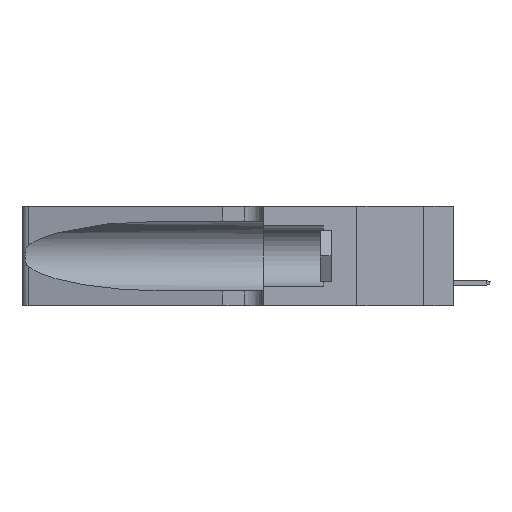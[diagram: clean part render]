
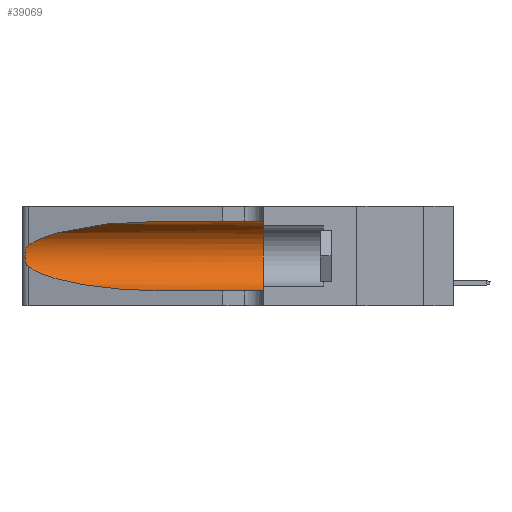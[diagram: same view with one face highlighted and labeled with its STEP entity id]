
A CAD part, left-side view. The second image highlights one B-rep face of the part: STEP entity #39069.
In plain terms, the highlighted cylindrical face has radius 3.308 mm (diameter 6.617 mm), a partial arc.
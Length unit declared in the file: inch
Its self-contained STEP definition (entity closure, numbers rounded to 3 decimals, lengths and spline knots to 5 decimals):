
#125 = VERTEX_POINT ( 'NONE', #22996 ) ;
#156 = CARTESIAN_POINT ( 'NONE',  ( 0.25487, 1.22718, 0.22369 ) ) ;
#1360 = CYLINDRICAL_SURFACE ( 'NONE', #17154, 0.13025 ) ;
#1584 = CARTESIAN_POINT ( 'NONE',  ( 0.1305, 1.61858, 0.05475 ) ) ;
#1588 = DIRECTION ( 'NONE',  ( 0., -1., 0. ) ) ;
#3160 = CIRCLE ( 'NONE', #33842, 0.13025 ) ;
#3789 = CARTESIAN_POINT ( 'NONE',  ( 0.1305, 0.72297, 0.05475 ) ) ;
#4116 = ORIENTED_EDGE ( 'NONE', *, *, #33539, .T. ) ;
#4126 = CARTESIAN_POINT ( 'NONE',  ( 0.1305, 0.35, 0.185 ) ) ;
#4661 = FACE_OUTER_BOUND ( 'NONE', #30813, .T. ) ;
#4873 = VERTEX_POINT ( 'NONE', #3789 ) ;
#5472 = CARTESIAN_POINT ( 'NONE',  ( 0.1305, 0.35, 0.31525 ) ) ;
#7599 = ORIENTED_EDGE ( 'NONE', *, *, #44863, .F. ) ;
#7910 = CARTESIAN_POINT ( 'NONE',  ( 0.25487, 1.22718, 0.14631 ) ) ;
#8136 = VERTEX_POINT ( 'NONE', #5472 ) ;
#9103 = DIRECTION ( 'NONE',  ( 0., -1., 0. ) ) ;
#9992 = VERTEX_POINT ( 'NONE', #10351 ) ;
#10351 = CARTESIAN_POINT ( 'NONE',  ( 0.25487, 1.22718, 0.22369 ) ) ;
#10954 = CARTESIAN_POINT ( 'NONE',  ( 0.25555, 1.22994, 0.2215 ) ) ;
#12973 = CARTESIAN_POINT ( 'NONE',  ( 0.1305, 0.35, 0.05475 ) ) ;
#13268 = VECTOR ( 'NONE', #34825, 39.37008 ) ;
#14020 = CARTESIAN_POINT ( 'NONE',  ( 0.26075, 1.23896, 0.19203 ) ) ;
#14978 = VERTEX_POINT ( 'NONE', #12973 ) ;
#15439 = DIRECTION ( 'NONE',  ( 0., 0., -1. ) ) ;
#15762 = CARTESIAN_POINT ( 'NONE',  ( 0.25487, 1.22718, 0.14631 ) ) ;
#16299 = CARTESIAN_POINT ( 'NONE',  ( 0.1305, 1.61858, 0.31525 ) ) ;
#17154 = AXIS2_PLACEMENT_3D ( 'NONE', #26936, #1588, #15439 ) ;
#18193 = CARTESIAN_POINT ( 'NONE',  ( 0.25856, 1.23593, 0.16098 ) ) ;
#21924 = EDGE_CURVE ( 'NONE', #125, #8136, #45590, .T. ) ;
#22201 = CARTESIAN_POINT ( 'NONE',  ( 0.25555, 1.22993, 0.14849 ) ) ;
#22996 = CARTESIAN_POINT ( 'NONE',  ( 0.1305, 0.72297, 0.31525 ) ) ;
#24605 = CARTESIAN_POINT ( 'NONE',  ( 0.18966, 0.96281, 0.31525 ) ) ;
#24814 = CARTESIAN_POINT ( 'NONE',  ( 0.26075, 1.23896, 0.178 ) ) ;
#25302 = CARTESIAN_POINT ( 'NONE',  ( 0.2373, 1.15595, 0.28018 ) ) ;
#26936 = CARTESIAN_POINT ( 'NONE',  ( 0.1305, 1.61858, 0.185 ) ) ;
#27772 = ORIENTED_EDGE ( 'NONE', *, *, #42627, .T. ) ;
#28360 = CARTESIAN_POINT ( 'NONE',  ( 0.25854, 1.2359, 0.20912 ) ) ;
#29256 = DIRECTION ( 'NONE',  ( 0., 1., 0. ) ) ;
#29870 = CARTESIAN_POINT ( 'NONE',  ( 0.18966, 0.96281, 0.05475 ) ) ;
#30813 = EDGE_LOOP ( 'NONE', ( #38345, #27772, #4116, #37775, #7599, #31302 ) ) ;
#31302 = ORIENTED_EDGE ( 'NONE', *, *, #21924, .F. ) ;
#31858 = CARTESIAN_POINT ( 'NONE',  ( 0.25639, 1.23184, 0.21858 ) ) ;
#32545 = CARTESIAN_POINT ( 'NONE',  ( 0.25789, 1.23486, 0.15765 ) ) ;
#32785 = VERTEX_POINT ( 'NONE', #38358 ) ;
#33539 = EDGE_CURVE ( 'NONE', #32785, #4873, #38689, .T. ) ;
#33724 = LINE ( 'NONE', #1584, #38485 ) ;
#33842 = AXIS2_PLACEMENT_3D ( 'NONE', #4126, #29256, #43503 ) ;
#34825 = DIRECTION ( 'NONE',  ( 0., -1., 0. ) ) ;
#36295 = CARTESIAN_POINT ( 'NONE',  ( 0.25487, 1.22718, 0.22369 ) ) ;
#36958 = CARTESIAN_POINT ( 'NONE',  ( 0.25639, 1.23186, 0.15144 ) ) ;
#37605 = EDGE_CURVE ( 'NONE', #125, #9992, #40221, .T. ) ;
#37775 = ORIENTED_EDGE ( 'NONE', *, *, #44666, .T. ) ;
#38345 = ORIENTED_EDGE ( 'NONE', *, *, #37605, .T. ) ;
#38358 = CARTESIAN_POINT ( 'NONE',  ( 0.25487, 1.22718, 0.14631 ) ) ;
#38485 = VECTOR ( 'NONE', #9103, 39.37008 ) ;
#38689 =( BOUNDED_CURVE ( )  B_SPLINE_CURVE ( 3, ( #15762, #45048, #29870, #40835 ),
 .UNSPECIFIED., .F., .T. ) 
 B_SPLINE_CURVE_WITH_KNOTS ( ( 4, 4 ),
 ( 3.44316, 4.71239 ),
 .UNSPECIFIED. ) 
 CURVE ( )  GEOMETRIC_REPRESENTATION_ITEM ( )  RATIONAL_B_SPLINE_CURVE ( ( 1., 0.87, 0.87, 1. ) ) 
 REPRESENTATION_ITEM ( '' )  );
#39069 = ADVANCED_FACE ( 'NONE', ( #4661 ), #1360, .F. ) ;
#39083 = CARTESIAN_POINT ( 'NONE',  ( 0.26017, 1.23833, 0.17102 ) ) ;
#39430 = B_SPLINE_CURVE_WITH_KNOTS ( 'NONE', 3,
 ( #156, #10954, #31858, #39543, #28360, #46119, #14020, #24814, #39083, #18193, #32545, #36958, #22201, #7910 ),
 .UNSPECIFIED., .F., .F.,
 ( 4, 2, 2, 2, 2, 2, 4 ),
 ( 0., 0.00027, 0.00053, 0.00107, 0.0016, 0.00187, 0.00214 ),
 .UNSPECIFIED. ) ;
#39543 = CARTESIAN_POINT ( 'NONE',  ( 0.25787, 1.23484, 0.2124 ) ) ;
#40221 =( BOUNDED_CURVE ( )  B_SPLINE_CURVE ( 3, ( #42630, #24605, #25302, #36295 ),
 .UNSPECIFIED., .F., .F. ) 
 B_SPLINE_CURVE_WITH_KNOTS ( ( 4, 4 ),
 ( 1.5708, 2.84003 ),
 .UNSPECIFIED. ) 
 CURVE ( )  GEOMETRIC_REPRESENTATION_ITEM ( )  RATIONAL_B_SPLINE_CURVE ( ( 1., 0.87, 0.87, 1. ) ) 
 REPRESENTATION_ITEM ( '' )  );
#40835 = CARTESIAN_POINT ( 'NONE',  ( 0.1305, 0.72297, 0.05475 ) ) ;
#42627 = EDGE_CURVE ( 'NONE', #9992, #32785, #39430, .T. ) ;
#42630 = CARTESIAN_POINT ( 'NONE',  ( 0.1305, 0.72297, 0.31525 ) ) ;
#43503 = DIRECTION ( 'NONE',  ( 0., 0., 1. ) ) ;
#44666 = EDGE_CURVE ( 'NONE', #4873, #14978, #33724, .T. ) ;
#44863 = EDGE_CURVE ( 'NONE', #8136, #14978, #3160, .T. ) ;
#45048 = CARTESIAN_POINT ( 'NONE',  ( 0.2373, 1.15595, 0.08982 ) ) ;
#45590 = LINE ( 'NONE', #16299, #13268 ) ;
#46119 = CARTESIAN_POINT ( 'NONE',  ( 0.26018, 1.23835, 0.19895 ) ) ;
